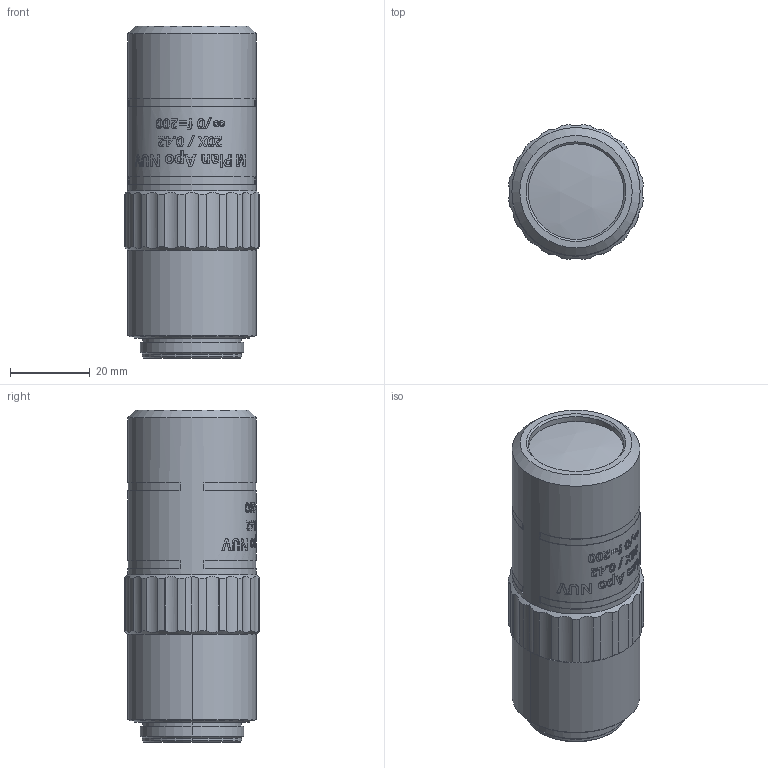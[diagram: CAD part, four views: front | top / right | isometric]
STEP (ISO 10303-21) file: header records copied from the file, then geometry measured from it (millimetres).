
FILE_DESCRIPTION (( 'STEP AP203' ), '1' );
FILE_NAME ('690139.STEP', '2025-12-17T01:35:01', ( 'Windows User' ), ( 'P R C' ), 'SwSTEP 2.0', 'SolidWorks 2020', '' );
FILE_SCHEMA (( 'CONFIG_CONTROL_DESIGN' ));
Length unit declared in the file: millimetre
Products named in the file (1): 690139
Bounding box: 33.82 x 33.82 x 83.3 mm (x, y, z)
Volume: 65011.3 mm3; surface area: 10447.4 mm2
Topology: 1 solids, 1 shells, 445 faces, 1159 edges, 767 vertices
Faces by surface type: bspline 176, plane 151, cylinder 101, cone 16, sphere 1
Full cylindrical faces by diameter (mm): 24 x1, 32.2 x1
Entity records: 35891 total; most frequent: CARTESIAN_POINT 26426, ORIENTED_EDGE 2310, DIRECTION 1308, EDGE_CURVE 1155, VERTEX_POINT 767, B_SPLINE_CURVE_WITH_KNOTS 626, AXIS2_PLACEMENT_3D 509, EDGE_LOOP 500
